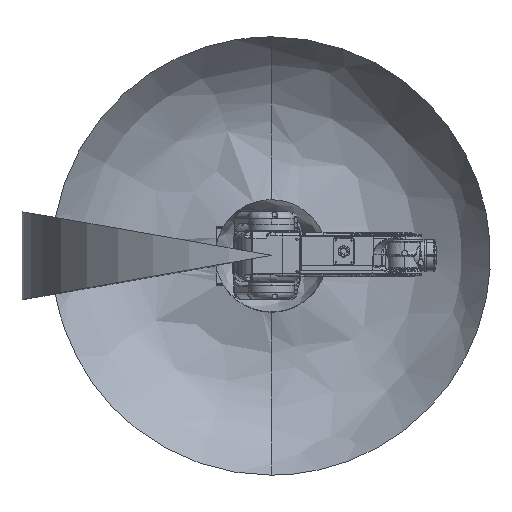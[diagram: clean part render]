
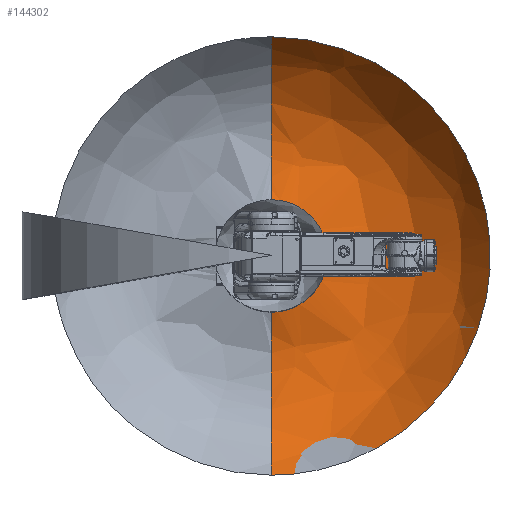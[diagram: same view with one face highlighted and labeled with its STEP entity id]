
A CAD part, top view. The second image highlights one B-rep face of the part: STEP entity #144302.
In plain terms, the highlighted free-form (B-spline) face has degree [2, 2] with [5, 3] control points.
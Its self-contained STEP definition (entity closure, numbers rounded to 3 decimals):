
#144229 = VERTEX_POINT('',#144230);
#144230 = CARTESIAN_POINT('',(0.,-124.478,
    -72.472));
#144235 = EDGE_CURVE('',#144236,#144229,#144238,.T.);
#144236 = VERTEX_POINT('',#144237);
#144237 = CARTESIAN_POINT('',(0.,124.478,
    -72.472));
#144238 = ( BOUNDED_CURVE() B_SPLINE_CURVE(2,(#144239,#144240,#144241,
#144242,#144243),.UNSPECIFIED.,.F.,.F.) B_SPLINE_CURVE_WITH_KNOTS((3,2,3
    ),(3.142,4.712,6.283),
.PIECEWISE_BEZIER_KNOTS.) CURVE() GEOMETRIC_REPRESENTATION_ITEM() 
RATIONAL_B_SPLINE_CURVE((1.,0.707,1.,0.707,1.)) 
REPRESENTATION_ITEM('') );
#144239 = CARTESIAN_POINT('',(0.,124.478,
    -72.472));
#144240 = CARTESIAN_POINT('',(124.478,124.478,
    -72.472));
#144241 = CARTESIAN_POINT('',(124.478,0.,
    -72.472));
#144242 = CARTESIAN_POINT('',(124.478,-124.478,
    -72.472));
#144243 = CARTESIAN_POINT('',(0.,-124.478,
    -72.472));
#144302 = ADVANCED_FACE('',(#144303),#144330,.F.);
#144303 = FACE_BOUND('',#144304,.F.);
#144304 = EDGE_LOOP('',(#144305,#144313,#144323,#144329));
#144305 = ORIENTED_EDGE('',*,*,#144306,.F.);
#144306 = EDGE_CURVE('',#144307,#144236,#144309,.T.);
#144307 = VERTEX_POINT('',#144308);
#144308 = CARTESIAN_POINT('',(0.,485.991,
    56.117));
#144309 = ( BOUNDED_CURVE() B_SPLINE_CURVE(2,(#144310,#144311,#144312),
.UNSPECIFIED.,.F.,.F.) B_SPLINE_CURVE_WITH_KNOTS((3,3),(3.665,
5.076),.PIECEWISE_BEZIER_KNOTS.) CURVE() 
GEOMETRIC_REPRESENTATION_ITEM() RATIONAL_B_SPLINE_CURVE((1.,
0.761,1.)) REPRESENTATION_ITEM('') );
#144310 = CARTESIAN_POINT('',(0.,485.991,
    56.117));
#144311 = CARTESIAN_POINT('',(0.,359.991,
    -162.119));
#144312 = CARTESIAN_POINT('',(0.,124.478,
    -72.472));
#144313 = ORIENTED_EDGE('',*,*,#144314,.T.);
#144314 = EDGE_CURVE('',#144307,#144315,#144317,.T.);
#144315 = VERTEX_POINT('',#144316);
#144316 = CARTESIAN_POINT('',(0.,-485.991,
    56.117));
#144317 = ( BOUNDED_CURVE() B_SPLINE_CURVE(2,(#144318,#144319,#144320,
#144321,#144322),.UNSPECIFIED.,.F.,.F.) B_SPLINE_CURVE_WITH_KNOTS((3,2,3
    ),(3.142,4.712,6.283),
.PIECEWISE_BEZIER_KNOTS.) CURVE() GEOMETRIC_REPRESENTATION_ITEM() 
RATIONAL_B_SPLINE_CURVE((1.,0.707,1.,0.707,1.)) 
REPRESENTATION_ITEM('') );
#144318 = CARTESIAN_POINT('',(0.,485.991,
    56.117));
#144319 = CARTESIAN_POINT('',(485.991,485.991,
    56.117));
#144320 = CARTESIAN_POINT('',(485.991,0.,
    56.117));
#144321 = CARTESIAN_POINT('',(485.991,-485.991,
    56.117));
#144322 = CARTESIAN_POINT('',(0.,-485.991,
    56.117));
#144323 = ORIENTED_EDGE('',*,*,#144324,.T.);
#144324 = EDGE_CURVE('',#144315,#144229,#144325,.T.);
#144325 = ( BOUNDED_CURVE() B_SPLINE_CURVE(2,(#144326,#144327,#144328),
.UNSPECIFIED.,.F.,.F.) B_SPLINE_CURVE_WITH_KNOTS((3,3),(3.665,
5.076),.PIECEWISE_BEZIER_KNOTS.) CURVE() 
GEOMETRIC_REPRESENTATION_ITEM() RATIONAL_B_SPLINE_CURVE((1.,
0.761,1.)) REPRESENTATION_ITEM('') );
#144326 = CARTESIAN_POINT('',(0.,-485.991,
    56.117));
#144327 = CARTESIAN_POINT('',(0.,-359.991,
    -162.119));
#144328 = CARTESIAN_POINT('',(0.,-124.478,
    -72.472));
#144329 = ORIENTED_EDGE('',*,*,#144235,.F.);
#144330 = ( BOUNDED_SURFACE() B_SPLINE_SURFACE(2,2,(
    (#144331,#144332,#144333)
    ,(#144334,#144335,#144336)
    ,(#144337,#144338,#144339)
    ,(#144340,#144341,#144342)
    ,(#144343,#144344,#144345
)),.UNSPECIFIED.,.F.,.F.,.F.) B_SPLINE_SURFACE_WITH_KNOTS((3,2,3),(3,3),
  (3.142,4.712,6.283),(0.524,
    1.935),.PIECEWISE_BEZIER_KNOTS.) 
GEOMETRIC_REPRESENTATION_ITEM() RATIONAL_B_SPLINE_SURFACE((
    (1.,0.761,1.)
    ,(0.707,0.538,0.707)
    ,(1.,0.761,1.)
    ,(0.707,0.538,0.707)
,(1.,0.761,1.))) REPRESENTATION_ITEM('') SURFACE() );
#144331 = CARTESIAN_POINT('',(0.,485.991,
    56.117));
#144332 = CARTESIAN_POINT('',(0.,359.991,
    -162.119));
#144333 = CARTESIAN_POINT('',(0.,124.478,
    -72.472));
#144334 = CARTESIAN_POINT('',(485.991,485.991,
    56.117));
#144335 = CARTESIAN_POINT('',(359.991,359.991,
    -162.119));
#144336 = CARTESIAN_POINT('',(124.478,124.478,
    -72.472));
#144337 = CARTESIAN_POINT('',(485.991,0.,
    56.117));
#144338 = CARTESIAN_POINT('',(359.991,0.,
    -162.119));
#144339 = CARTESIAN_POINT('',(124.478,0.,
    -72.472));
#144340 = CARTESIAN_POINT('',(485.991,-485.991,
    56.117));
#144341 = CARTESIAN_POINT('',(359.991,-359.991,
    -162.119));
#144342 = CARTESIAN_POINT('',(124.478,-124.478,
    -72.472));
#144343 = CARTESIAN_POINT('',(0.,-485.991,
    56.117));
#144344 = CARTESIAN_POINT('',(0.,-359.991,
    -162.119));
#144345 = CARTESIAN_POINT('',(0.,-124.478,
    -72.472));
